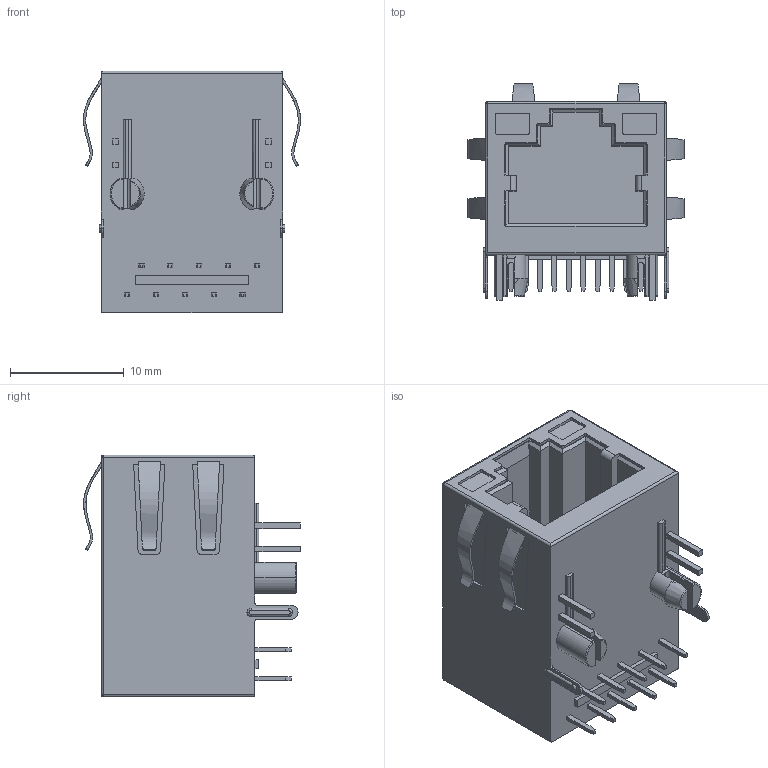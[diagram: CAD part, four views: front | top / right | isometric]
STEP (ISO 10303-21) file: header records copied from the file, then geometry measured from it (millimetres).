
FILE_DESCRIPTION (( 'STEP AP214' ), '1' );
FILE_NAME ('TMJG16470ADNL.STEP', '2022-11-04T10:20:17', ( '' ), ( '' ), 'SwSTEP 2.0', 'SolidWorks 2022', '' );
FILE_SCHEMA (( 'AUTOMOTIVE_DESIGN' ));
Length unit declared in the file: millimetre
Products named in the file (1): TMJG16470ADNL
Bounding box: 19.11 x 19.08 x 21.3 mm (x, y, z)
Volume: 3715.9 mm3; surface area: 2519.2 mm2
Topology: 1 solids, 1 shells, 747 faces, 1979 edges, 1302 vertices
Faces by surface type: plane 496, bspline 142, cylinder 91, sphere 8, torus 8, cone 2
Entity records: 31378 total; most frequent: CARTESIAN_POINT 13710, ORIENTED_EDGE 3958, DIRECTION 3039, EDGE_CURVE 1979, LINE 1475, VECTOR 1475, VERTEX_POINT 1302, EDGE_LOOP 815
